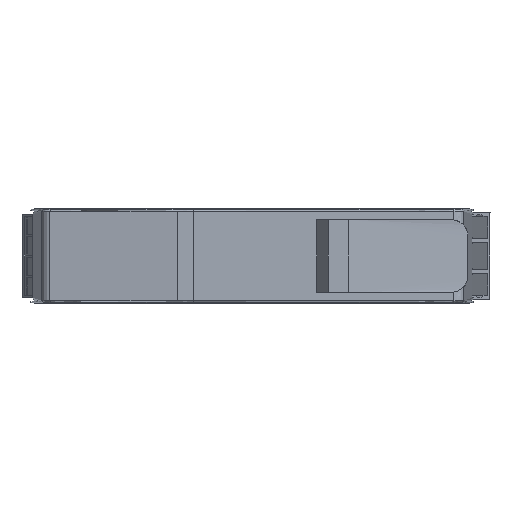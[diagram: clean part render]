
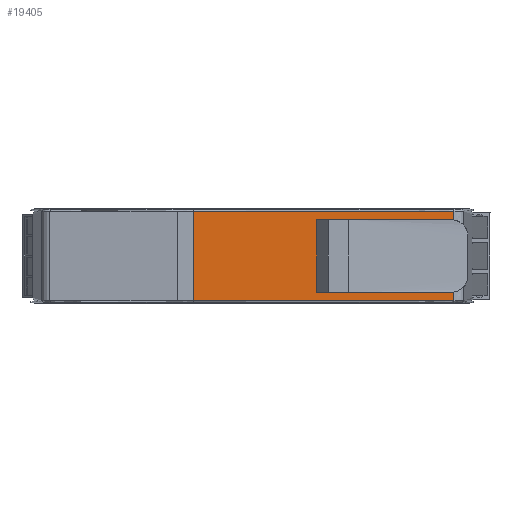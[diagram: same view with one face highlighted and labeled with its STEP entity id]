
A CAD part, front view. The second image highlights one B-rep face of the part: STEP entity #19405.
In plain terms, the highlighted planar face has unit normal (0, -1, 0).
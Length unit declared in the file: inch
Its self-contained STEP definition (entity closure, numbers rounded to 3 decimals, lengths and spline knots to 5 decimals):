
#1667 = ORIENTED_EDGE ( 'NONE', *, *, #46104, .T. ) ;
#1911 = CARTESIAN_POINT ( 'NONE',  ( 0., 0., -0.34449 ) ) ;
#6181 = CARTESIAN_POINT ( 'NONE',  ( 1.90871, 0., 0.42313 ) ) ;
#6293 = CARTESIAN_POINT ( 'NONE',  ( 0.66929, 0., 0.34449 ) ) ;
#6520 = CARTESIAN_POINT ( 'NONE',  ( 1.90871, 0., -0.42313 ) ) ;
#6866 = VERTEX_POINT ( 'NONE', #6181 ) ;
#7614 = EDGE_CURVE ( 'NONE', #25758, #62448, #96206, .T. ) ;
#9691 = LINE ( 'NONE', #130495, #86732 ) ;
#9920 = CARTESIAN_POINT ( 'NONE',  ( 1.90052, 0., -0.34383 ) ) ;
#10241 = EDGE_CURVE ( 'NONE', #14013, #63761, #42789, .T. ) ;
#12167 = FACE_OUTER_BOUND ( 'NONE', #41176, .T. ) ;
#14013 = VERTEX_POINT ( 'NONE', #109809 ) ;
#19405 = ADVANCED_FACE ( 'NONE', ( #12167 ), #69753, .T. ) ;
#20746 = VERTEX_POINT ( 'NONE', #121681 ) ;
#24011 = CARTESIAN_POINT ( 'NONE',  ( 1.90871, 0., 0.34255 ) ) ;
#25384 = EDGE_CURVE ( 'NONE', #63761, #62448, #44291, .T. ) ;
#25758 = VERTEX_POINT ( 'NONE', #106718 ) ;
#26464 = VECTOR ( 'NONE', #87304, 39.37008 ) ;
#29323 = ORIENTED_EDGE ( 'NONE', *, *, #50419, .T. ) ;
#32222 = DIRECTION ( 'NONE',  ( -1., 0., 0. ) ) ;
#33280 = VERTEX_POINT ( 'NONE', #6293 ) ;
#36180 = VECTOR ( 'NONE', #73290, 39.37008 ) ;
#37006 = CARTESIAN_POINT ( 'NONE',  ( 1.90871, 0., -0.34252 ) ) ;
#37231 = CARTESIAN_POINT ( 'NONE',  ( 0.66929, 0., -0.39567 ) ) ;
#38525 = EDGE_CURVE ( 'NONE', #25758, #77573, #120051, .T. ) ;
#39614 = LINE ( 'NONE', #114564, #89920 ) ;
#41176 = EDGE_LOOP ( 'NONE', ( #85893, #91155, #70536, #1667, #44307, #29323, #89017, #81181, #89655, #121537 ) ) ;
#42789 = LINE ( 'NONE', #67157, #119853 ) ;
#42926 = CARTESIAN_POINT ( 'NONE',  ( 1.90871, 0., -0.39567 ) ) ;
#44289 = CARTESIAN_POINT ( 'NONE',  ( 1.89224, 0., 0.34449 ) ) ;
#44291 = LINE ( 'NONE', #55850, #96416 ) ;
#44307 = ORIENTED_EDGE ( 'NONE', *, *, #103805, .T. ) ;
#44413 = B_SPLINE_CURVE_WITH_KNOTS ( 'NONE', 3,
 ( #24011, #74225, #44289, #114617 ),
 .UNSPECIFIED., .F., .F.,
 ( 4, 4 ),
 ( 0., 1. ),
 .UNSPECIFIED. ) ;
#44548 = CARTESIAN_POINT ( 'NONE',  ( -0.68898, 0., -0.39567 ) ) ;
#45045 = CARTESIAN_POINT ( 'NONE',  ( 1.90871, 0., 0.34255 ) ) ;
#46104 = EDGE_CURVE ( 'NONE', #116117, #6866, #62900, .T. ) ;
#49989 = CARTESIAN_POINT ( 'NONE',  ( 0., 0., -0.39567 ) ) ;
#50419 = EDGE_CURVE ( 'NONE', #116518, #14013, #106900, .T. ) ;
#55850 = CARTESIAN_POINT ( 'NONE',  ( 1.90871, 0., -0.39567 ) ) ;
#56402 = LINE ( 'NONE', #37231, #26464 ) ;
#60048 = DIRECTION ( 'NONE',  ( 1., 0., 0. ) ) ;
#62448 = VERTEX_POINT ( 'NONE', #37006 ) ;
#62900 = LINE ( 'NONE', #42926, #36180 ) ;
#63761 = VERTEX_POINT ( 'NONE', #6520 ) ;
#66218 = EDGE_CURVE ( 'NONE', #116117, #20746, #44413, .T. ) ;
#67157 = CARTESIAN_POINT ( 'NONE',  ( 0., 0., -0.42313 ) ) ;
#69753 = PLANE ( 'NONE',  #107783 ) ;
#70364 = DIRECTION ( 'NONE',  ( -1., 0., 0. ) ) ;
#70536 = ORIENTED_EDGE ( 'NONE', *, *, #66218, .F. ) ;
#73290 = DIRECTION ( 'NONE',  ( 0., 0., 1. ) ) ;
#74225 = CARTESIAN_POINT ( 'NONE',  ( 1.90052, 0., 0.34384 ) ) ;
#77573 = VERTEX_POINT ( 'NONE', #113160 ) ;
#80170 = VECTOR ( 'NONE', #124937, 39.37008 ) ;
#80300 = CARTESIAN_POINT ( 'NONE',  ( 1.89224, 0., -0.34449 ) ) ;
#81181 = ORIENTED_EDGE ( 'NONE', *, *, #25384, .T. ) ;
#85893 = ORIENTED_EDGE ( 'NONE', *, *, #100860, .T. ) ;
#86732 = VECTOR ( 'NONE', #70364, 39.37008 ) ;
#87304 = DIRECTION ( 'NONE',  ( 0., 0., 1. ) ) ;
#89017 = ORIENTED_EDGE ( 'NONE', *, *, #10241, .T. ) ;
#89655 = ORIENTED_EDGE ( 'NONE', *, *, #7614, .F. ) ;
#89920 = VECTOR ( 'NONE', #124616, 39.37008 ) ;
#90379 = CARTESIAN_POINT ( 'NONE',  ( 1.88397, 0., -0.34449 ) ) ;
#91155 = ORIENTED_EDGE ( 'NONE', *, *, #102949, .T. ) ;
#93301 = VECTOR ( 'NONE', #32222, 39.37008 ) ;
#96206 = B_SPLINE_CURVE_WITH_KNOTS ( 'NONE', 3,
 ( #90379, #80300, #9920, #100577 ),
 .UNSPECIFIED., .F., .F.,
 ( 4, 4 ),
 ( 0., 1. ),
 .UNSPECIFIED. ) ;
#96416 = VECTOR ( 'NONE', #125722, 39.37008 ) ;
#100577 = CARTESIAN_POINT ( 'NONE',  ( 1.90871, 0., -0.34252 ) ) ;
#100860 = EDGE_CURVE ( 'NONE', #77573, #33280, #56402, .T. ) ;
#102949 = EDGE_CURVE ( 'NONE', #33280, #20746, #39614, .T. ) ;
#103805 = EDGE_CURVE ( 'NONE', #6866, #116518, #9691, .T. ) ;
#106718 = CARTESIAN_POINT ( 'NONE',  ( 1.88397, 0., -0.34449 ) ) ;
#106900 = LINE ( 'NONE', #44548, #80170 ) ;
#107783 = AXIS2_PLACEMENT_3D ( 'NONE', #49989, #120255, #60048 ) ;
#108946 = DIRECTION ( 'NONE',  ( 1., 0., 0. ) ) ;
#109809 = CARTESIAN_POINT ( 'NONE',  ( -0.68898, 0., -0.42313 ) ) ;
#113079 = CARTESIAN_POINT ( 'NONE',  ( -0.68898, 0., 0.42313 ) ) ;
#113160 = CARTESIAN_POINT ( 'NONE',  ( 0.66929, 0., -0.34449 ) ) ;
#114564 = CARTESIAN_POINT ( 'NONE',  ( 0., 0., 0.34449 ) ) ;
#114617 = CARTESIAN_POINT ( 'NONE',  ( 1.88397, 0., 0.34449 ) ) ;
#116117 = VERTEX_POINT ( 'NONE', #45045 ) ;
#116518 = VERTEX_POINT ( 'NONE', #113079 ) ;
#119853 = VECTOR ( 'NONE', #108946, 39.37008 ) ;
#120051 = LINE ( 'NONE', #1911, #93301 ) ;
#120255 = DIRECTION ( 'NONE',  ( 0., -1., 0. ) ) ;
#121537 = ORIENTED_EDGE ( 'NONE', *, *, #38525, .T. ) ;
#121681 = CARTESIAN_POINT ( 'NONE',  ( 1.88397, 0., 0.34449 ) ) ;
#124616 = DIRECTION ( 'NONE',  ( 1., 0., 0. ) ) ;
#124937 = DIRECTION ( 'NONE',  ( 0., 0., -1. ) ) ;
#125722 = DIRECTION ( 'NONE',  ( 0., 0., 1. ) ) ;
#130495 = CARTESIAN_POINT ( 'NONE',  ( 0.60987, 0., 0.42313 ) ) ;
